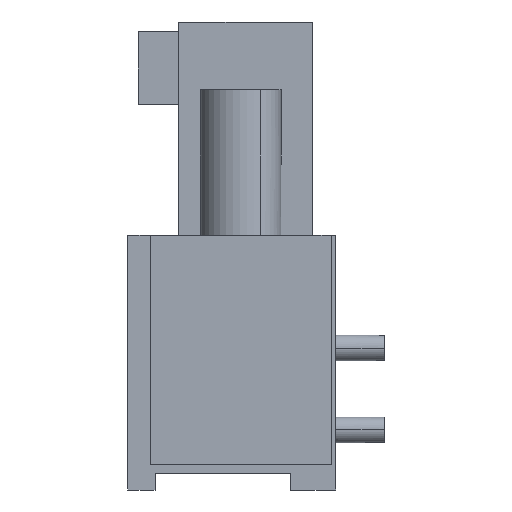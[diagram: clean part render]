
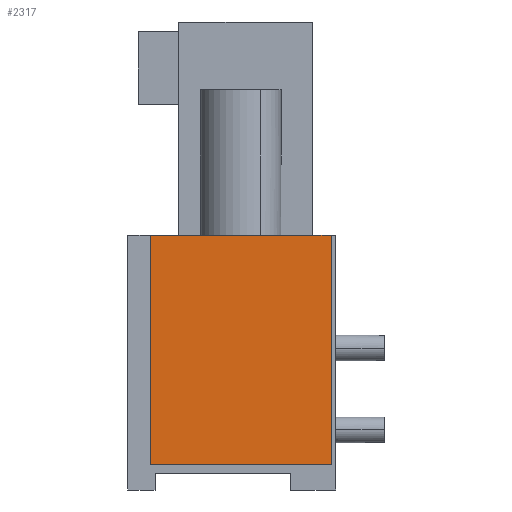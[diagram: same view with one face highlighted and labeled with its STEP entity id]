
A CAD part, left-side view. The second image highlights one B-rep face of the part: STEP entity #2317.
In plain terms, the highlighted planar face has unit normal (-1, 0, 0).
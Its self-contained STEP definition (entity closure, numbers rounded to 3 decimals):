
#597=CARTESIAN_POINT('Vertex',(0.,7.25,7.9)) ;
#600=CARTESIAN_POINT('Line Origine',(0.,4.45,7.9)) ;
#604=CARTESIAN_POINT('Vertex',(0.,1.65,7.9)) ;
#987=CARTESIAN_POINT('Vertex',(0.,1.65,0.8)) ;
#990=CARTESIAN_POINT('Line Origine',(0.,1.65,4.35)) ;
#1007=CARTESIAN_POINT('Line Origine',(0.,4.45,0.8)) ;
#1011=CARTESIAN_POINT('Vertex',(0.,7.25,0.8)) ;
#1049=CARTESIAN_POINT('Line Origine',(0.,7.25,4.35)) ;
#2306=CARTESIAN_POINT('Axis2P3D Location',(0.,7.25,7.9)) ;
#601=DIRECTION('Vector Direction',(0.,-1.,0.)) ;
#991=DIRECTION('Vector Direction',(0.,0.,-1.)) ;
#1008=DIRECTION('Vector Direction',(0.,-1.,0.)) ;
#1050=DIRECTION('Vector Direction',(0.,0.,-1.)) ;
#2307=DIRECTION('Axis2P3D Direction',(1.,0.,0.)) ;
#2308=DIRECTION('Axis2P3D XDirection',(0.,-1.,0.)) ;
#2309=AXIS2_PLACEMENT_3D('Plane Axis2P3D',#2306,#2307,#2308) ;
#2312=ORIENTED_EDGE('',*,*,#1013,.T.) ;
#2313=ORIENTED_EDGE('',*,*,#994,.F.) ;
#2314=ORIENTED_EDGE('',*,*,#606,.F.) ;
#2315=ORIENTED_EDGE('',*,*,#1053,.T.) ;
#602=VECTOR('Line Direction',#601,1.) ;
#992=VECTOR('Line Direction',#991,1.) ;
#1009=VECTOR('Line Direction',#1008,1.) ;
#1051=VECTOR('Line Direction',#1050,1.) ;
#2317=ADVANCED_FACE('HOUSING',(#2316),#2310,.F.) ;
#606=EDGE_CURVE('',#598,#605,#603,.T.) ;
#994=EDGE_CURVE('',#605,#988,#993,.T.) ;
#1013=EDGE_CURVE('',#1012,#988,#1010,.T.) ;
#1053=EDGE_CURVE('',#598,#1012,#1052,.T.) ;
#2311=EDGE_LOOP('',(#2312,#2313,#2314,#2315)) ;
#2316=FACE_OUTER_BOUND('',#2311,.T.) ;
#603=LINE('Line',#600,#602) ;
#993=LINE('Line',#990,#992) ;
#1010=LINE('Line',#1007,#1009) ;
#1052=LINE('Line',#1049,#1051) ;
#2310=PLANE('',#2309) ;
#598=VERTEX_POINT('',#597) ;
#605=VERTEX_POINT('',#604) ;
#988=VERTEX_POINT('',#987) ;
#1012=VERTEX_POINT('',#1011) ;
